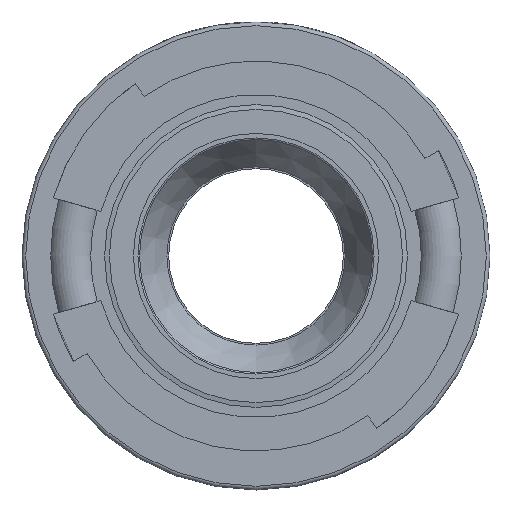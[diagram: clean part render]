
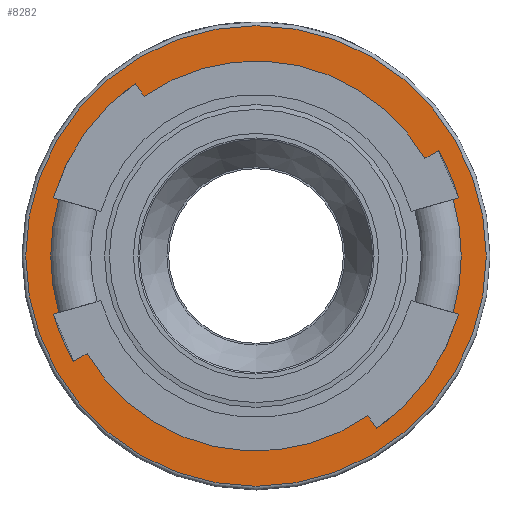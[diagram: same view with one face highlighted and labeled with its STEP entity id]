
A CAD part, left-side view. The second image highlights one B-rep face of the part: STEP entity #8282.
In plain terms, the highlighted planar face has unit normal (-1, 0, 0).
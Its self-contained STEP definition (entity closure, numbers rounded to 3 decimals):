
#183 = DIRECTION ( 'NONE',  ( 1., 0., 0. ) ) ;
#236 = EDGE_CURVE ( 'NONE', #15094, #9351, #3483, .T. ) ;
#268 = ORIENTED_EDGE ( 'NONE', *, *, #7029, .T. ) ;
#343 = AXIS2_PLACEMENT_3D ( 'NONE', #16606, #19599, #10075 ) ;
#514 = CARTESIAN_POINT ( 'NONE',  ( 0.75, 49.147, -28.375 ) ) ;
#516 = VERTEX_POINT ( 'NONE', #12330 ) ;
#577 = DIRECTION ( 'NONE',  ( 0., -0.961, -0.276 ) ) ;
#803 = ORIENTED_EDGE ( 'NONE', *, *, #946, .T. ) ;
#942 = DIRECTION ( 'NONE',  ( 0., -0.961, -0.276 ) ) ;
#946 = EDGE_CURVE ( 'NONE', #9351, #4766, #2822, .T. ) ;
#1245 = DIRECTION ( 'NONE',  ( 0., 0.961, 0.276 ) ) ;
#1283 = FACE_OUTER_BOUND ( 'NONE', #11238, .T. ) ;
#1384 = CARTESIAN_POINT ( 'NONE',  ( 0.75, 0., 0. ) ) ;
#1614 = CARTESIAN_POINT ( 'NONE',  ( 0.75, -49.793, -14.278 ) ) ;
#2121 = AXIS2_PLACEMENT_3D ( 'NONE', #11650, #10533, #4270 ) ;
#2822 = CIRCLE ( 'NONE', #11748, 52.5 ) ;
#3019 = AXIS2_PLACEMENT_3D ( 'NONE', #18100, #18190, #16589 ) ;
#3090 = CARTESIAN_POINT ( 'NONE',  ( 0.75, -32.55, -46.487 ) ) ;
#3193 = CARTESIAN_POINT ( 'NONE',  ( 0.75, 54.552, -15.642 ) ) ;
#3447 = VERTEX_POINT ( 'NONE', #3871 ) ;
#3483 = LINE ( 'NONE', #14274, #14718 ) ;
#3737 = VERTEX_POINT ( 'NONE', #8527 ) ;
#3738 = CARTESIAN_POINT ( 'NONE',  ( 0.75, 0., -62. ) ) ;
#3871 = CARTESIAN_POINT ( 'NONE',  ( 0.75, -49.147, 28.375 ) ) ;
#3991 = DIRECTION ( 'NONE',  ( 0., 0., 1. ) ) ;
#4080 = CARTESIAN_POINT ( 'NONE',  ( 0.75, -49.793, 14.278 ) ) ;
#4112 = VERTEX_POINT ( 'NONE', #514 ) ;
#4131 = EDGE_CURVE ( 'NONE', #516, #4698, #17422, .T. ) ;
#4190 = DIRECTION ( 'NONE',  ( -1., 0., 0. ) ) ;
#4217 = DIRECTION ( 'NONE',  ( 0., -0.866, 0.5 ) ) ;
#4270 = DIRECTION ( 'NONE',  ( 0., 0.961, 0.276 ) ) ;
#4355 = DIRECTION ( 'NONE',  ( 0., 0.574, 0.819 ) ) ;
#4689 = VECTOR ( 'NONE', #8305, 1000. ) ;
#4698 = VERTEX_POINT ( 'NONE', #6561 ) ;
#4713 = DIRECTION ( 'NONE',  ( 0., -0.866, 0.5 ) ) ;
#4723 = VERTEX_POINT ( 'NONE', #9836 ) ;
#4766 = VERTEX_POINT ( 'NONE', #16362 ) ;
#4788 = ORIENTED_EDGE ( 'NONE', *, *, #19442, .T. ) ;
#4868 = ORIENTED_EDGE ( 'NONE', *, *, #14646, .T. ) ;
#5758 = VECTOR ( 'NONE', #11610, 1000. ) ;
#6425 = CARTESIAN_POINT ( 'NONE',  ( 0.75, -45.466, 26.25 ) ) ;
#6561 = CARTESIAN_POINT ( 'NONE',  ( 0.75, 30.113, 43.005 ) ) ;
#6569 = DIRECTION ( 'NONE',  ( 1., 0., 0. ) ) ;
#6599 = CIRCLE ( 'NONE', #19691, 51.8 ) ;
#7029 = EDGE_CURVE ( 'NONE', #8058, #12374, #14834, .T. ) ;
#7333 = EDGE_CURVE ( 'NONE', #4112, #3737, #10214, .T. ) ;
#7357 = CARTESIAN_POINT ( 'NONE',  ( 0.75, 0., 0. ) ) ;
#7781 = DIRECTION ( 'NONE',  ( 0., -0.961, 0.276 ) ) ;
#7798 = LINE ( 'NONE', #8085, #12228 ) ;
#7938 = VERTEX_POINT ( 'NONE', #3738 ) ;
#8058 = VERTEX_POINT ( 'NONE', #18016 ) ;
#8085 = CARTESIAN_POINT ( 'NONE',  ( 0.75, 45.466, -26.25 ) ) ;
#8282 = ADVANCED_FACE ( 'NONE', ( #1283, #14897 ), #13158, .T. ) ;
#8305 = DIRECTION ( 'NONE',  ( 0., -0.574, -0.819 ) ) ;
#8483 = ORIENTED_EDGE ( 'NONE', *, *, #8901, .T. ) ;
#8527 = CARTESIAN_POINT ( 'NONE',  ( 0.75, 54.552, -15.642 ) ) ;
#8547 = CIRCLE ( 'NONE', #14313, 56.75 ) ;
#8611 = DIRECTION ( 'NONE',  ( 1., 0., 0. ) ) ;
#8732 = CIRCLE ( 'NONE', #10324, 52.5 ) ;
#8901 = EDGE_CURVE ( 'NONE', #12374, #14673, #6599, .T. ) ;
#9312 = ORIENTED_EDGE ( 'NONE', *, *, #17621, .T. ) ;
#9351 = VERTEX_POINT ( 'NONE', #19535 ) ;
#9377 = VECTOR ( 'NONE', #11164, 1000. ) ;
#9384 = AXIS2_PLACEMENT_3D ( 'NONE', #18048, #17945, #1245 ) ;
#9499 = VECTOR ( 'NONE', #7781, 1000. ) ;
#9679 = EDGE_CURVE ( 'NONE', #3737, #10850, #12253, .T. ) ;
#9821 = VECTOR ( 'NONE', #4713, 1000. ) ;
#9836 = CARTESIAN_POINT ( 'NONE',  ( 0.75, 49.793, 14.278 ) ) ;
#10075 = DIRECTION ( 'NONE',  ( 0., 0.866, -0.5 ) ) ;
#10091 = CARTESIAN_POINT ( 'NONE',  ( 0.75, 0., 0. ) ) ;
#10161 = CARTESIAN_POINT ( 'NONE',  ( 0.75, -62.687, -62. ) ) ;
#10193 = EDGE_CURVE ( 'NONE', #10933, #3447, #13820, .T. ) ;
#10214 = CIRCLE ( 'NONE', #343, 56.75 ) ;
#10324 = AXIS2_PLACEMENT_3D ( 'NONE', #7357, #13439, #4355 ) ;
#10435 = VERTEX_POINT ( 'NONE', #15030 ) ;
#10449 = EDGE_CURVE ( 'NONE', #3447, #8058, #8547, .T. ) ;
#10533 = DIRECTION ( 'NONE',  ( 1., 0., 0. ) ) ;
#10545 = ORIENTED_EDGE ( 'NONE', *, *, #7333, .T. ) ;
#10578 = LINE ( 'NONE', #1614, #15484 ) ;
#10753 = ORIENTED_EDGE ( 'NONE', *, *, #236, .T. ) ;
#10850 = VERTEX_POINT ( 'NONE', #14801 ) ;
#10880 = CARTESIAN_POINT ( 'NONE',  ( 0.75, 49.793, 14.278 ) ) ;
#10933 = VERTEX_POINT ( 'NONE', #16932 ) ;
#11139 = ORIENTED_EDGE ( 'NONE', *, *, #10193, .T. ) ;
#11164 = DIRECTION ( 'NONE',  ( 0., 0.961, 0.276 ) ) ;
#11238 = EDGE_LOOP ( 'NONE', ( #13843 ) ) ;
#11349 = ORIENTED_EDGE ( 'NONE', *, *, #15902, .T. ) ;
#11486 = CARTESIAN_POINT ( 'NONE',  ( 0.75, 32.55, 46.487 ) ) ;
#11540 = ORIENTED_EDGE ( 'NONE', *, *, #4131, .T. ) ;
#11610 = DIRECTION ( 'NONE',  ( 0., 0.961, -0.276 ) ) ;
#11650 = CARTESIAN_POINT ( 'NONE',  ( 0.75, 0., 0. ) ) ;
#11748 = AXIS2_PLACEMENT_3D ( 'NONE', #1384, #183, #18187 ) ;
#11921 = CIRCLE ( 'NONE', #9384, 56.75 ) ;
#12228 = VECTOR ( 'NONE', #12373, 1000. ) ;
#12253 = LINE ( 'NONE', #3193, #9499 ) ;
#12293 = ORIENTED_EDGE ( 'NONE', *, *, #9679, .T. ) ;
#12330 = CARTESIAN_POINT ( 'NONE',  ( 0.75, 32.55, 46.487 ) ) ;
#12373 = DIRECTION ( 'NONE',  ( 0., 0.866, -0.5 ) ) ;
#12374 = VERTEX_POINT ( 'NONE', #4080 ) ;
#13093 = DIRECTION ( 'NONE',  ( 0., -0.961, -0.276 ) ) ;
#13095 = ORIENTED_EDGE ( 'NONE', *, *, #14472, .T. ) ;
#13155 = ORIENTED_EDGE ( 'NONE', *, *, #10449, .T. ) ;
#13158 = PLANE ( 'NONE',  #17676 ) ;
#13361 = EDGE_CURVE ( 'NONE', #14213, #516, #11921, .T. ) ;
#13439 = DIRECTION ( 'NONE',  ( 1., 0., 0. ) ) ;
#13600 = CARTESIAN_POINT ( 'NONE',  ( 0.75, -54.552, 15.642 ) ) ;
#13820 = LINE ( 'NONE', #6425, #9821 ) ;
#13843 = ORIENTED_EDGE ( 'NONE', *, *, #14981, .F. ) ;
#13890 = LINE ( 'NONE', #10880, #9377 ) ;
#13893 = CIRCLE ( 'NONE', #15530, 56.75 ) ;
#14172 = CARTESIAN_POINT ( 'NONE',  ( 0.75, 0., 0. ) ) ;
#14213 = VERTEX_POINT ( 'NONE', #15003 ) ;
#14274 = CARTESIAN_POINT ( 'NONE',  ( 0.75, -32.55, -46.487 ) ) ;
#14313 = AXIS2_PLACEMENT_3D ( 'NONE', #16703, #17923, #4217 ) ;
#14472 = EDGE_CURVE ( 'NONE', #4698, #10933, #8732, .T. ) ;
#14646 = EDGE_CURVE ( 'NONE', #14673, #10435, #10578, .T. ) ;
#14673 = VERTEX_POINT ( 'NONE', #15828 ) ;
#14718 = VECTOR ( 'NONE', #18582, 1000. ) ;
#14801 = CARTESIAN_POINT ( 'NONE',  ( 0.75, 49.793, -14.278 ) ) ;
#14834 = LINE ( 'NONE', #13600, #5758 ) ;
#14897 = FACE_BOUND ( 'NONE', #14995, .T. ) ;
#14981 = EDGE_CURVE ( 'NONE', #7938, #7938, #19618, .T. ) ;
#14995 = EDGE_LOOP ( 'NONE', ( #12293, #4788, #9312, #19251, #11540, #13095, #11139, #13155, #268, #8483, #4868, #11349, #10753, #803, #17407, #10545 ) ) ;
#15003 = CARTESIAN_POINT ( 'NONE',  ( 0.75, 54.552, 15.642 ) ) ;
#15030 = CARTESIAN_POINT ( 'NONE',  ( 0.75, -54.552, -15.642 ) ) ;
#15094 = VERTEX_POINT ( 'NONE', #3090 ) ;
#15484 = VECTOR ( 'NONE', #942, 1000. ) ;
#15530 = AXIS2_PLACEMENT_3D ( 'NONE', #10091, #8611, #13093 ) ;
#15828 = CARTESIAN_POINT ( 'NONE',  ( 0.75, -49.793, -14.278 ) ) ;
#15902 = EDGE_CURVE ( 'NONE', #10435, #15094, #13893, .T. ) ;
#16362 = CARTESIAN_POINT ( 'NONE',  ( 0.75, 45.466, -26.25 ) ) ;
#16589 = DIRECTION ( 'NONE',  ( 0., 0., -1. ) ) ;
#16606 = CARTESIAN_POINT ( 'NONE',  ( 0.75, 0., 0. ) ) ;
#16703 = CARTESIAN_POINT ( 'NONE',  ( 0.75, 0., 0. ) ) ;
#16932 = CARTESIAN_POINT ( 'NONE',  ( 0.75, -45.466, 26.25 ) ) ;
#17407 = ORIENTED_EDGE ( 'NONE', *, *, #17654, .T. ) ;
#17422 = LINE ( 'NONE', #11486, #4689 ) ;
#17621 = EDGE_CURVE ( 'NONE', #4723, #14213, #13890, .T. ) ;
#17654 = EDGE_CURVE ( 'NONE', #4766, #4112, #7798, .T. ) ;
#17676 = AXIS2_PLACEMENT_3D ( 'NONE', #10161, #4190, #3991 ) ;
#17923 = DIRECTION ( 'NONE',  ( 1., 0., 0. ) ) ;
#17945 = DIRECTION ( 'NONE',  ( 1., 0., 0. ) ) ;
#18016 = CARTESIAN_POINT ( 'NONE',  ( 0.75, -54.552, 15.642 ) ) ;
#18048 = CARTESIAN_POINT ( 'NONE',  ( 0.75, 0., 0. ) ) ;
#18100 = CARTESIAN_POINT ( 'NONE',  ( 0.75, 0., 0. ) ) ;
#18187 = DIRECTION ( 'NONE',  ( 0., -0.574, -0.819 ) ) ;
#18190 = DIRECTION ( 'NONE',  ( 1., 0., 0. ) ) ;
#18582 = DIRECTION ( 'NONE',  ( 0., 0.574, 0.819 ) ) ;
#18710 = CIRCLE ( 'NONE', #2121, 51.8 ) ;
#19251 = ORIENTED_EDGE ( 'NONE', *, *, #13361, .T. ) ;
#19442 = EDGE_CURVE ( 'NONE', #10850, #4723, #18710, .T. ) ;
#19535 = CARTESIAN_POINT ( 'NONE',  ( 0.75, -30.113, -43.005 ) ) ;
#19599 = DIRECTION ( 'NONE',  ( 1., 0., 0. ) ) ;
#19618 = CIRCLE ( 'NONE', #3019, 62. ) ;
#19691 = AXIS2_PLACEMENT_3D ( 'NONE', #14172, #6569, #577 ) ;
